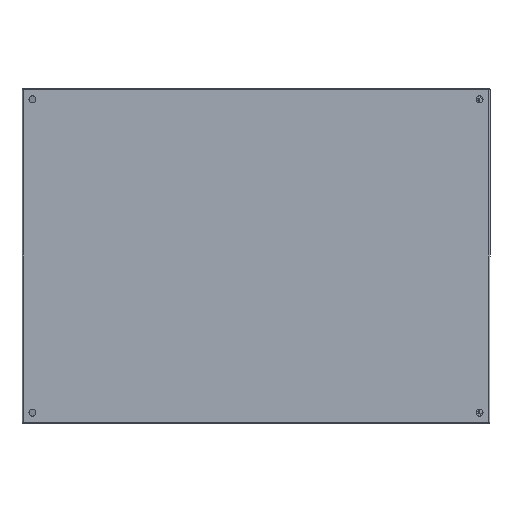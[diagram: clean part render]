
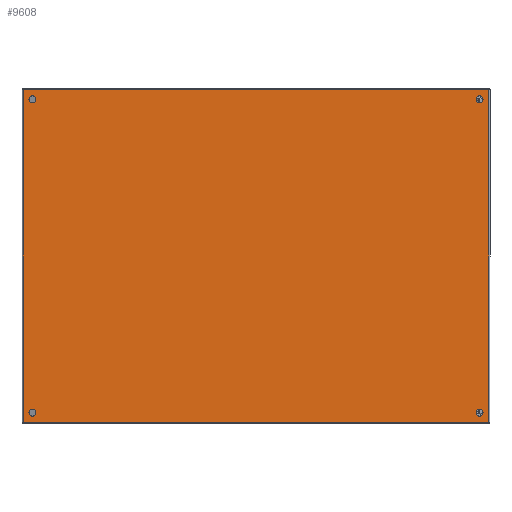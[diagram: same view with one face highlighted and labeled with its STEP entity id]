
A CAD part, left-side view. The second image highlights one B-rep face of the part: STEP entity #9608.
In plain terms, the highlighted face is planar.
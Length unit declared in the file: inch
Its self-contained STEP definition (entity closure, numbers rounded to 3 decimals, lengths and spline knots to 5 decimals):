
#1283 = ORIENTED_EDGE ( 'NONE', *, *, #24205, .F. ) ;
#1526 = ORIENTED_EDGE ( 'NONE', *, *, #13688, .F. ) ;
#2015 = DIRECTION ( 'NONE',  ( 0., -1., 0. ) ) ;
#2020 = ORIENTED_EDGE ( 'NONE', *, *, #35816, .T. ) ;
#2853 = DIRECTION ( 'NONE',  ( 0., -1., 0. ) ) ;
#3073 = DIRECTION ( 'NONE',  ( 0., -1., 0. ) ) ;
#3191 = LINE ( 'NONE', #15932, #5807 ) ;
#3209 = VERTEX_POINT ( 'NONE', #41705 ) ;
#3490 = CARTESIAN_POINT ( 'NONE',  ( -11.943, 0., 16.75609 ) ) ;
#3520 = VERTEX_POINT ( 'NONE', #41669 ) ;
#4182 = ORIENTED_EDGE ( 'NONE', *, *, #28299, .T. ) ;
#4371 = EDGE_CURVE ( 'NONE', #3520, #35697, #42826, .T. ) ;
#4864 = ORIENTED_EDGE ( 'NONE', *, *, #16730, .T. ) ;
#5016 = CARTESIAN_POINT ( 'NONE',  ( -11.5, 0., 16.05068 ) ) ;
#5088 = CARTESIAN_POINT ( 'NONE',  ( 11.25, 0., -16.06309 ) ) ;
#5144 = CARTESIAN_POINT ( 'NONE',  ( -11.25, 0., -16.06309 ) ) ;
#5692 = DIRECTION ( 'NONE',  ( 0., -1., 0. ) ) ;
#5807 = VECTOR ( 'NONE', #12266, 39.37008 ) ;
#5916 = CARTESIAN_POINT ( 'NONE',  ( 11.943, 0., 16.71468 ) ) ;
#6195 = CARTESIAN_POINT ( 'NONE',  ( 11.5, 0., 16.05068 ) ) ;
#6677 = AXIS2_PLACEMENT_3D ( 'NONE', #35710, #5692, #31886 ) ;
#7001 = CARTESIAN_POINT ( 'NONE',  ( -11.943, 0., -16.72709 ) ) ;
#7194 = AXIS2_PLACEMENT_3D ( 'NONE', #13019, #23550, #33526 ) ;
#7487 = FACE_BOUND ( 'NONE', #28993, .T. ) ;
#8126 = DIRECTION ( 'NONE',  ( 0., 0., 1. ) ) ;
#8572 = DIRECTION ( 'NONE',  ( 0., -1., 0. ) ) ;
#9608 = ADVANCED_FACE ( 'NONE', ( #37779, #35235, #26328, #43068, #7487 ), #14986, .F. ) ;
#9671 = EDGE_CURVE ( 'NONE', #3209, #41097, #13781, .T. ) ;
#10255 = LINE ( 'NONE', #21374, #23331 ) ;
#11395 = DIRECTION ( 'NONE',  ( 0., 0., -1. ) ) ;
#11880 = ORIENTED_EDGE ( 'NONE', *, *, #21971, .T. ) ;
#12266 = DIRECTION ( 'NONE',  ( 1., 0., 0. ) ) ;
#13019 = CARTESIAN_POINT ( 'NONE',  ( -11.25, 0., 16.05068 ) ) ;
#13688 = EDGE_CURVE ( 'NONE', #27483, #17185, #15483, .T. ) ;
#13781 = CIRCLE ( 'NONE', #18936, 0.25 ) ;
#14044 = CIRCLE ( 'NONE', #14242, 0.25 ) ;
#14242 = AXIS2_PLACEMENT_3D ( 'NONE', #5088, #2015, #28653 ) ;
#14986 = PLANE ( 'NONE',  #28421 ) ;
#15483 = LINE ( 'NONE', #36751, #40543 ) ;
#15932 = CARTESIAN_POINT ( 'NONE',  ( 11.943, 0., -16.72709 ) ) ;
#16002 = DIRECTION ( 'NONE',  ( -1., 0., 0. ) ) ;
#16730 = EDGE_CURVE ( 'NONE', #30275, #17185, #26769, .T. ) ;
#17185 = VERTEX_POINT ( 'NONE', #34015 ) ;
#18936 = AXIS2_PLACEMENT_3D ( 'NONE', #32402, #38955, #16002 ) ;
#19912 = CIRCLE ( 'NONE', #31194, 0.25 ) ;
#21374 = CARTESIAN_POINT ( 'NONE',  ( 11.943, 0., -16.75609 ) ) ;
#21587 = CIRCLE ( 'NONE', #40186, 0.25 ) ;
#21819 = AXIS2_PLACEMENT_3D ( 'NONE', #26083, #2853, #42486 ) ;
#21971 = EDGE_CURVE ( 'NONE', #41097, #3209, #25672, .T. ) ;
#22462 = EDGE_CURVE ( 'NONE', #35697, #3520, #14044, .T. ) ;
#22658 = VERTEX_POINT ( 'NONE', #30108 ) ;
#22683 = DIRECTION ( 'NONE',  ( -1., 0., 0. ) ) ;
#23331 = VECTOR ( 'NONE', #11395, 39.37008 ) ;
#23412 = EDGE_LOOP ( 'NONE', ( #11880, #26950 ) ) ;
#23457 = EDGE_LOOP ( 'NONE', ( #39011, #32951 ) ) ;
#23540 = VERTEX_POINT ( 'NONE', #35150 ) ;
#23550 = DIRECTION ( 'NONE',  ( 0., -1., 0. ) ) ;
#24205 = EDGE_CURVE ( 'NONE', #30275, #23540, #3191, .T. ) ;
#25072 = CIRCLE ( 'NONE', #27035, 0.25 ) ;
#25672 = CIRCLE ( 'NONE', #7194, 0.25 ) ;
#26083 = CARTESIAN_POINT ( 'NONE',  ( -11.25, 0., -16.06309 ) ) ;
#26274 = EDGE_CURVE ( 'NONE', #22658, #34814, #25072, .T. ) ;
#26328 = FACE_OUTER_BOUND ( 'NONE', #41931, .T. ) ;
#26590 = DIRECTION ( 'NONE',  ( -1., 0., 0. ) ) ;
#26597 = EDGE_LOOP ( 'NONE', ( #35188, #29433 ) ) ;
#26769 = LINE ( 'NONE', #3490, #41426 ) ;
#26950 = ORIENTED_EDGE ( 'NONE', *, *, #9671, .T. ) ;
#27035 = AXIS2_PLACEMENT_3D ( 'NONE', #5144, #42301, #32512 ) ;
#27477 = EDGE_CURVE ( 'NONE', #34814, #22658, #37906, .T. ) ;
#27483 = VERTEX_POINT ( 'NONE', #5916 ) ;
#28299 = EDGE_CURVE ( 'NONE', #27483, #23540, #10255, .T. ) ;
#28421 = AXIS2_PLACEMENT_3D ( 'NONE', #28594, #8572, #8126 ) ;
#28594 = CARTESIAN_POINT ( 'NONE',  ( 11.943, 0., -16.75609 ) ) ;
#28653 = DIRECTION ( 'NONE',  ( 0., 0., -1. ) ) ;
#28993 = EDGE_LOOP ( 'NONE', ( #2020, #41619 ) ) ;
#29433 = ORIENTED_EDGE ( 'NONE', *, *, #27477, .T. ) ;
#30108 = CARTESIAN_POINT ( 'NONE',  ( -11.5, 0., -16.06309 ) ) ;
#30176 = DIRECTION ( 'NONE',  ( -1., 0., 0. ) ) ;
#30275 = VERTEX_POINT ( 'NONE', #7001 ) ;
#31194 = AXIS2_PLACEMENT_3D ( 'NONE', #42157, #32647, #22683 ) ;
#31886 = DIRECTION ( 'NONE',  ( 0., 0., -1. ) ) ;
#32402 = CARTESIAN_POINT ( 'NONE',  ( -11.25, 0., 16.05068 ) ) ;
#32512 = DIRECTION ( 'NONE',  ( -1., 0., 0. ) ) ;
#32647 = DIRECTION ( 'NONE',  ( 0., -1., 0. ) ) ;
#32951 = ORIENTED_EDGE ( 'NONE', *, *, #22462, .T. ) ;
#33346 = CARTESIAN_POINT ( 'NONE',  ( 11.25, 0., 16.05068 ) ) ;
#33526 = DIRECTION ( 'NONE',  ( -1., 0., 0. ) ) ;
#34015 = CARTESIAN_POINT ( 'NONE',  ( -11.943, 0., 16.71468 ) ) ;
#34814 = VERTEX_POINT ( 'NONE', #37674 ) ;
#35093 = VERTEX_POINT ( 'NONE', #6195 ) ;
#35150 = CARTESIAN_POINT ( 'NONE',  ( 11.943, 0., -16.72709 ) ) ;
#35188 = ORIENTED_EDGE ( 'NONE', *, *, #26274, .T. ) ;
#35235 = FACE_BOUND ( 'NONE', #26597, .T. ) ;
#35697 = VERTEX_POINT ( 'NONE', #39174 ) ;
#35710 = CARTESIAN_POINT ( 'NONE',  ( 11.25, 0., -16.06309 ) ) ;
#35816 = EDGE_CURVE ( 'NONE', #37393, #35093, #21587, .T. ) ;
#36751 = CARTESIAN_POINT ( 'NONE',  ( 11.943, 0., 16.71468 ) ) ;
#37393 = VERTEX_POINT ( 'NONE', #42698 ) ;
#37674 = CARTESIAN_POINT ( 'NONE',  ( -11., 0., -16.06309 ) ) ;
#37779 = FACE_BOUND ( 'NONE', #23412, .T. ) ;
#37906 = CIRCLE ( 'NONE', #21819, 0.25 ) ;
#38955 = DIRECTION ( 'NONE',  ( 0., -1., 0. ) ) ;
#39011 = ORIENTED_EDGE ( 'NONE', *, *, #4371, .T. ) ;
#39174 = CARTESIAN_POINT ( 'NONE',  ( 11.25, 0., -15.81309 ) ) ;
#39426 = EDGE_CURVE ( 'NONE', #35093, #37393, #19912, .T. ) ;
#40186 = AXIS2_PLACEMENT_3D ( 'NONE', #33346, #3073, #26590 ) ;
#40543 = VECTOR ( 'NONE', #30176, 39.37008 ) ;
#40590 = DIRECTION ( 'NONE',  ( 0., 0., 1. ) ) ;
#41097 = VERTEX_POINT ( 'NONE', #5016 ) ;
#41426 = VECTOR ( 'NONE', #40590, 39.37008 ) ;
#41619 = ORIENTED_EDGE ( 'NONE', *, *, #39426, .T. ) ;
#41669 = CARTESIAN_POINT ( 'NONE',  ( 11.25, 0., -16.31309 ) ) ;
#41705 = CARTESIAN_POINT ( 'NONE',  ( -11., 0., 16.05068 ) ) ;
#41931 = EDGE_LOOP ( 'NONE', ( #1283, #4864, #1526, #4182 ) ) ;
#42157 = CARTESIAN_POINT ( 'NONE',  ( 11.25, 0., 16.05068 ) ) ;
#42301 = DIRECTION ( 'NONE',  ( 0., -1., 0. ) ) ;
#42486 = DIRECTION ( 'NONE',  ( -1., 0., 0. ) ) ;
#42698 = CARTESIAN_POINT ( 'NONE',  ( 11., 0., 16.05068 ) ) ;
#42826 = CIRCLE ( 'NONE', #6677, 0.25 ) ;
#43068 = FACE_BOUND ( 'NONE', #23457, .T. ) ;
